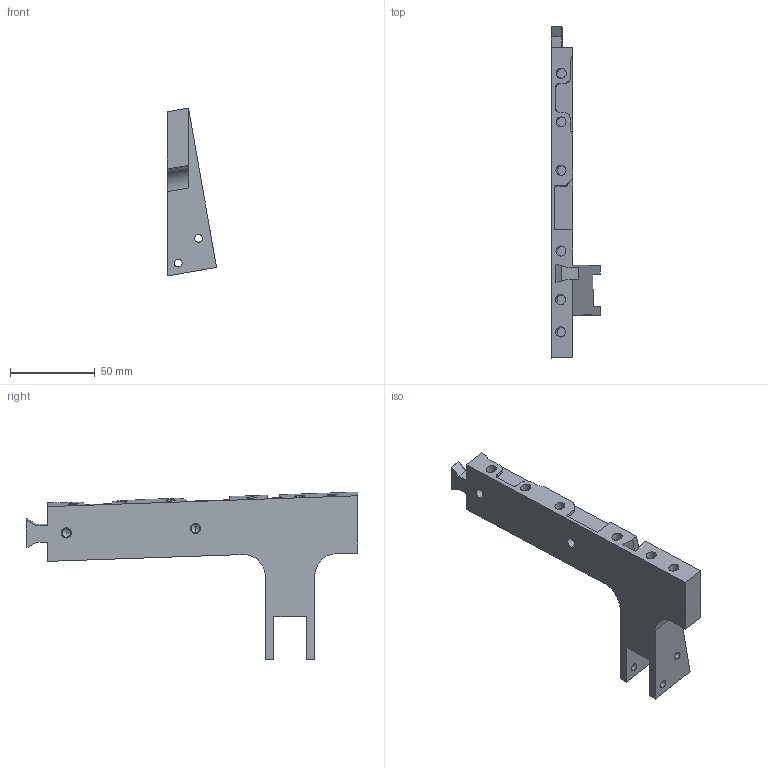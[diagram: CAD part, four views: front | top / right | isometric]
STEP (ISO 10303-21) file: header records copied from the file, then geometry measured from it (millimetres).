
FILE_DESCRIPTION (( 'STEP AP214' ), '1' );
FILE_NAME ('D-C Left Inboard Spacer.STEP', '2021-05-02T02:47:59', ( '' ), ( '' ), 'SwSTEP 2.0', 'SolidWorks 2019', '' );
FILE_SCHEMA (( 'AUTOMOTIVE_DESIGN' ));
Length unit declared in the file: inch
Products named in the file (1): D-C Left Inboard Spacer
Bounding box: 28.91 x 195.56 x 98.94 mm (x, y, z)
Volume: 104710 mm3; surface area: 26862.9 mm2
Topology: 1 solids, 1 shells, 98 faces, 252 edges, 162 vertices
Faces by surface type: plane 56, cylinder 22, cone 20
Entity records: 2998 total; most frequent: CARTESIAN_POINT 533, DIRECTION 508, ORIENTED_EDGE 496, EDGE_CURVE 248, LINE 170, VECTOR 170, AXIS2_PLACEMENT_3D 169, VERTEX_POINT 162
